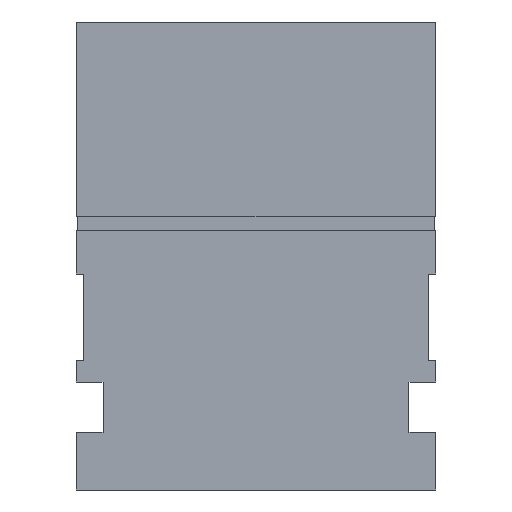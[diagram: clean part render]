
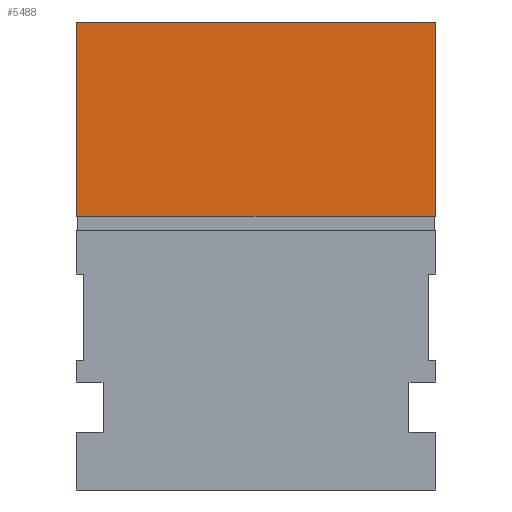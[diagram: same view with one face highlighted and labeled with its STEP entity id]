
A CAD part, front view. The second image highlights one B-rep face of the part: STEP entity #5488.
In plain terms, the highlighted face is planar.
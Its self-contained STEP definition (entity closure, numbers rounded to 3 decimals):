
#657 = EDGE_LOOP ( 'NONE', ( #2918, #4853, #723, #1965 ) ) ;
#723 = ORIENTED_EDGE ( 'NONE', *, *, #3881, .F. ) ;
#761 = DIRECTION ( 'NONE',  ( 0., 0., 1. ) ) ;
#764 = VECTOR ( 'NONE', #5112, 1000. ) ;
#915 = CARTESIAN_POINT ( 'NONE',  ( 55., -50., 54. ) ) ;
#1005 = DIRECTION ( 'NONE',  ( -1., 0., 0. ) ) ;
#1080 = CARTESIAN_POINT ( 'NONE',  ( 55., 50., 54. ) ) ;
#1395 = CARTESIAN_POINT ( 'NONE',  ( 55., -50., 54. ) ) ;
#1396 = VERTEX_POINT ( 'NONE', #5767 ) ;
#1818 = EDGE_CURVE ( 'NONE', #4034, #3557, #2003, .T. ) ;
#1965 = ORIENTED_EDGE ( 'NONE', *, *, #2896, .F. ) ;
#2003 = LINE ( 'NONE', #915, #764 ) ;
#2325 = CARTESIAN_POINT ( 'NONE',  ( 55., -50., 0. ) ) ;
#2331 = DIRECTION ( 'NONE',  ( 0., 0., 1. ) ) ;
#2571 = VECTOR ( 'NONE', #5071, 1000. ) ;
#2695 = CARTESIAN_POINT ( 'NONE',  ( 55., 50., 54. ) ) ;
#2721 = CARTESIAN_POINT ( 'NONE',  ( 55., -50., 54. ) ) ;
#2742 = EDGE_CURVE ( 'NONE', #1396, #3557, #5072, .T. ) ;
#2881 = PLANE ( 'NONE',  #4000 ) ;
#2896 = EDGE_CURVE ( 'NONE', #1396, #5425, #5067, .T. ) ;
#2918 = ORIENTED_EDGE ( 'NONE', *, *, #2742, .T. ) ;
#3557 = VERTEX_POINT ( 'NONE', #1080 ) ;
#3599 = VECTOR ( 'NONE', #5612, 1000. ) ;
#3659 = FACE_OUTER_BOUND ( 'NONE', #657, .T. ) ;
#3664 = CARTESIAN_POINT ( 'NONE',  ( 55., -50., 0. ) ) ;
#3881 = EDGE_CURVE ( 'NONE', #5425, #4034, #5283, .T. ) ;
#4000 = AXIS2_PLACEMENT_3D ( 'NONE', #1395, #1005, #2331 ) ;
#4034 = VERTEX_POINT ( 'NONE', #2721 ) ;
#4853 = ORIENTED_EDGE ( 'NONE', *, *, #1818, .F. ) ;
#4992 = CARTESIAN_POINT ( 'NONE',  ( 55., -50., 54. ) ) ;
#5067 = LINE ( 'NONE', #2325, #3599 ) ;
#5071 = DIRECTION ( 'NONE',  ( 0., 0., 1. ) ) ;
#5072 = LINE ( 'NONE', #2695, #2571 ) ;
#5112 = DIRECTION ( 'NONE',  ( 0., 1., 0. ) ) ;
#5283 = LINE ( 'NONE', #4992, #5733 ) ;
#5425 = VERTEX_POINT ( 'NONE', #3664 ) ;
#5488 = ADVANCED_FACE ( 'NONE', ( #3659 ), #2881, .F. ) ;
#5612 = DIRECTION ( 'NONE',  ( 0., -1., 0. ) ) ;
#5733 = VECTOR ( 'NONE', #761, 1000. ) ;
#5767 = CARTESIAN_POINT ( 'NONE',  ( 55., 50., 0. ) ) ;
